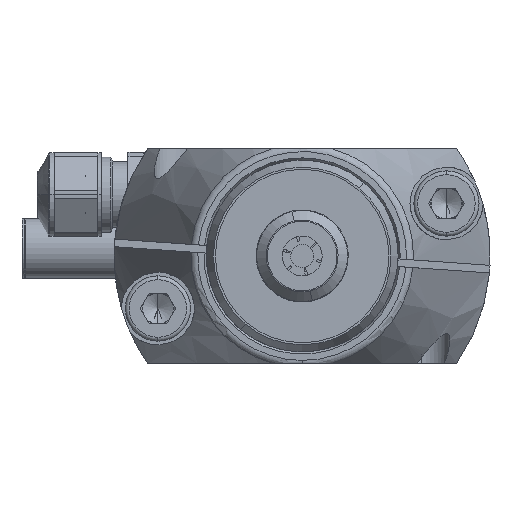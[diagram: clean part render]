
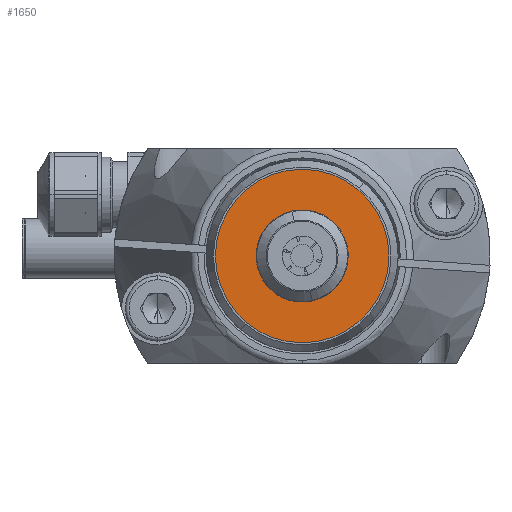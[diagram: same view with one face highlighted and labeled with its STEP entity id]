
A CAD part, left-side view. The second image highlights one B-rep face of the part: STEP entity #1650.
In plain terms, the highlighted planar face has unit normal (-1, 0, 0).
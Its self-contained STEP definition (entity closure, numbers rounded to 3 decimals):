
#1624 = ORIENTED_EDGE ( 'NONE', *, *, #1709, .F. ) ;
#1627 = ORIENTED_EDGE ( 'NONE', *, *, #1652, .T. ) ;
#1646 = EDGE_LOOP ( 'NONE', ( #1624, #1684 ) ) ;
#1650 = ADVANCED_FACE ( 'NONE', ( #3840, #3841 ), #3796, .T. ) ;
#1652 = EDGE_CURVE ( 'NONE', #1658, #1656, #3789, .T. ) ;
#1653 = EDGE_CURVE ( 'NONE', #1656, #1658, #3824, .T. ) ;
#1656 = VERTEX_POINT ( 'NONE', #3856 ) ;
#1658 = VERTEX_POINT ( 'NONE', #3788 ) ;
#1666 = VERTEX_POINT ( 'NONE', #3785 ) ;
#1680 = EDGE_LOOP ( 'NONE', ( #1683, #1627 ) ) ;
#1683 = ORIENTED_EDGE ( 'NONE', *, *, #1653, .T. ) ;
#1684 = ORIENTED_EDGE ( 'NONE', *, *, #1698, .F. ) ;
#1693 = VERTEX_POINT ( 'NONE', #3904 ) ;
#1698 = EDGE_CURVE ( 'NONE', #1693, #1666, #3757, .T. ) ;
#1709 = EDGE_CURVE ( 'NONE', #1666, #1693, #3181, .T. ) ;
#3176 = AXIS2_PLACEMENT_3D ( 'NONE', #3187, #3186, #3185 ) ;
#3181 = CIRCLE ( 'NONE', #3176, 5.3 ) ;
#3185 = DIRECTION ( 'NONE',  ( 0., -0.766, -0.643 ) ) ;
#3186 = DIRECTION ( 'NONE',  ( -1., 0., 0. ) ) ;
#3187 = CARTESIAN_POINT ( 'NONE',  ( -82.2, 0., 0. ) ) ;
#3757 = CIRCLE ( 'NONE', #3905, 5.3 ) ;
#3779 = CARTESIAN_POINT ( 'NONE',  ( -82.2, 0., 0. ) ) ;
#3781 = DIRECTION ( 'NONE',  ( 0., -0.766, -0.643 ) ) ;
#3782 = DIRECTION ( 'NONE',  ( -1., 0., 0. ) ) ;
#3783 = CARTESIAN_POINT ( 'NONE',  ( -82.2, 0., 0. ) ) ;
#3784 = AXIS2_PLACEMENT_3D ( 'NONE', #3783, #3782, #3781 ) ;
#3785 = CARTESIAN_POINT ( 'NONE',  ( -82.2, 4.06, 3.407 ) ) ;
#3787 = DIRECTION ( 'NONE',  ( 0., -0.766, -0.643 ) ) ;
#3788 = CARTESIAN_POINT ( 'NONE',  ( -82.2, 8.656, 7.263 ) ) ;
#3789 = CIRCLE ( 'NONE', #3784, 11.3 ) ;
#3790 = AXIS2_PLACEMENT_3D ( 'NONE', #3798, #3802, #3787 ) ;
#3796 = PLANE ( 'NONE',  #3790 ) ;
#3798 = CARTESIAN_POINT ( 'NONE',  ( -82.2, 0., 0. ) ) ;
#3802 = DIRECTION ( 'NONE',  ( -1., 0., 0. ) ) ;
#3821 = DIRECTION ( 'NONE',  ( 0., -0.766, -0.643 ) ) ;
#3822 = DIRECTION ( 'NONE',  ( -1., 0., 0. ) ) ;
#3823 = AXIS2_PLACEMENT_3D ( 'NONE', #3779, #3822, #3821 ) ;
#3824 = CIRCLE ( 'NONE', #3823, 11.3 ) ;
#3840 = FACE_OUTER_BOUND ( 'NONE', #1680, .T. ) ;
#3841 = FACE_BOUND ( 'NONE', #1646, .T. ) ;
#3856 = CARTESIAN_POINT ( 'NONE',  ( -82.2, -8.656, -7.263 ) ) ;
#3894 = DIRECTION ( 'NONE',  ( 0., -0.766, -0.643 ) ) ;
#3897 = DIRECTION ( 'NONE',  ( -1., 0., 0. ) ) ;
#3904 = CARTESIAN_POINT ( 'NONE',  ( -82.2, -4.06, -3.407 ) ) ;
#3905 = AXIS2_PLACEMENT_3D ( 'NONE', #3916, #3897, #3894 ) ;
#3916 = CARTESIAN_POINT ( 'NONE',  ( -82.2, 0., 0. ) ) ;
